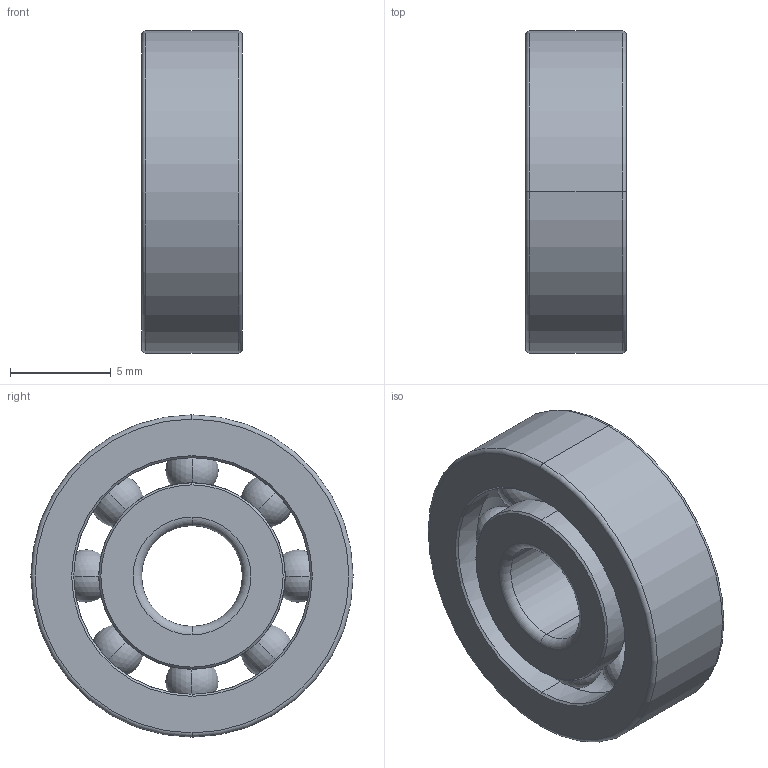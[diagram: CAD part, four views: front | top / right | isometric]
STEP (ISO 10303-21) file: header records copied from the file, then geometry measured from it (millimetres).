
FILE_DESCRIPTION (( 'STEP AP203' ), '1' );
FILE_NAME ('5mm Bearing SKF 625 (RS 286-7811).STEP', '2012-01-01T15:07:53', ( '' ), ( '' ), 'SwSTEP 2.0', 'SolidWorks 2011', '' );
FILE_SCHEMA (( 'CONFIG_CONTROL_DESIGN' ));
Length unit declared in the file: millimetre
Products named in the file (1): 5mm Bearing SKF 625 (RS 286-7811)
Bounding box: 5 x 16 x 16 mm (x, y, z)
Volume: 707.4 mm3; surface area: 1056.4 mm2
Topology: 1 solids, 1 shells, 155 faces, 496 edges, 320 vertices
Faces by surface type: plane 51, bspline 36, torus 32, sphere 16, cylinder 12, cone 8
Entity records: 7363 total; most frequent: CARTESIAN_POINT 3520, ORIENTED_EDGE 912, DIRECTION 608, EDGE_CURVE 456, VERTEX_POINT 296, AXIS2_PLACEMENT_3D 216, B_SPLINE_CURVE_WITH_KNOTS 184, LINE 176
